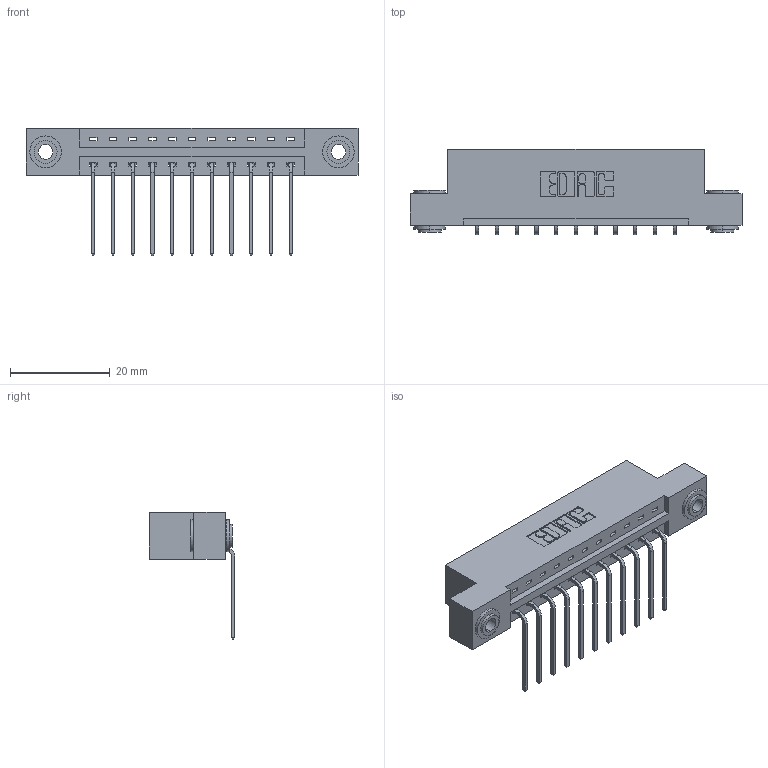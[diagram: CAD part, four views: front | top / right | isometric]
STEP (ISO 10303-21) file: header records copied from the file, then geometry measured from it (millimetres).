
FILE_DESCRIPTION (( 'STEP AP203' ), '1' );
FILE_NAME ('337-011-559-103.STEP', '2018-08-04T02:11:21', ( '' ), ( '' ), 'SwSTEP 2.0', 'SolidWorks 2016', '' );
FILE_SCHEMA (( 'CONFIG_CONTROL_DESIGN' ));
Length unit declared in the file: inch
Products named in the file (4): 337 Part_Flush Mounting Lugs - 0.156 Dia-TH; 345-292-001_558 559 Tail - 1; 345-250-002_345-250-002-102; 337-011-559-103
Assembly tree (14 placements, depth 2):
  337-011-559-103
    337 Part_Flush Mounting Lugs - 0.156 Dia-TH
    345-292-001_558 559 Tail - 1  x11
    345-250-002_345-250-002-102  x2
Bounding box: 66.6 x 17.09 x 25.53 mm (x, y, z)
Volume: 6589.9 mm3; surface area: 7095.5 mm2
Topology: 14 solids, 14 shells, 856 faces, 2521 edges, 1662 vertices
Faces by surface type: plane 608, cylinder 240, cone 8
Entity records: 12920 total; most frequent: CARTESIAN_POINT 2226, ORIENTED_EDGE 2166, DIRECTION 1971, EDGE_CURVE 1083, VECTOR 931, LINE 931, VERTEX_POINT 718, AXIS2_PLACEMENT_3D 520
